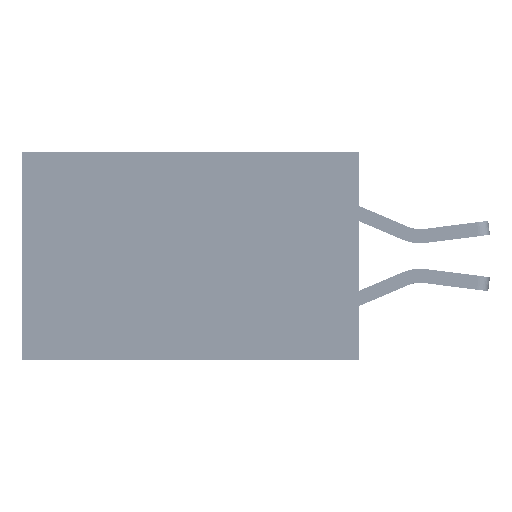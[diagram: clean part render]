
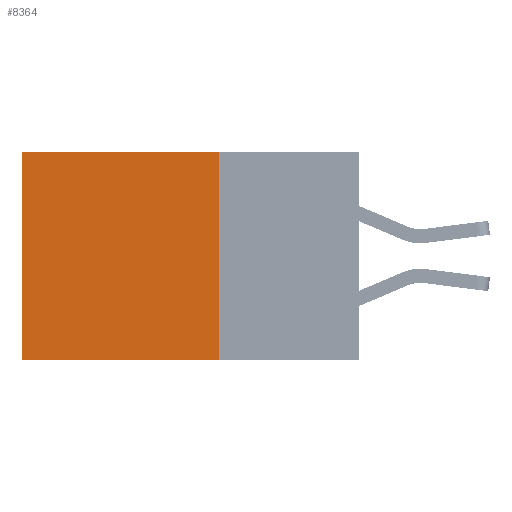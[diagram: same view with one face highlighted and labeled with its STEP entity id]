
A CAD part, left-side view. The second image highlights one B-rep face of the part: STEP entity #8364.
In plain terms, the highlighted planar face has unit normal (-1, 0, 0).
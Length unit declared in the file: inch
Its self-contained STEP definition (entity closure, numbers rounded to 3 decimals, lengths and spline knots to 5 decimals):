
#1469 = LINE ( 'NONE', #27150, #18605 ) ;
#6069 = EDGE_CURVE ( 'NONE', #32278, #35214, #6278, .T. ) ;
#6278 = LINE ( 'NONE', #42084, #32658 ) ;
#7649 = CARTESIAN_POINT ( 'NONE',  ( 0.2875, 0.25, 0. ) ) ;
#8364 = ADVANCED_FACE ( 'NONE', ( #45282 ), #29017, .F. ) ;
#8957 = EDGE_CURVE ( 'NONE', #47026, #21671, #49571, .T. ) ;
#12771 = AXIS2_PLACEMENT_3D ( 'NONE', #40799, #33451, #39883 ) ;
#16250 = VECTOR ( 'NONE', #35706, 39.37008 ) ;
#17054 = EDGE_LOOP ( 'NONE', ( #44588, #22009, #38870, #19150 ) ) ;
#18593 = DIRECTION ( 'NONE',  ( 0., 1., 0. ) ) ;
#18605 = VECTOR ( 'NONE', #43227, 39.37008 ) ;
#19150 = ORIENTED_EDGE ( 'NONE', *, *, #8957, .T. ) ;
#21287 = EDGE_CURVE ( 'NONE', #21671, #35214, #1469, .T. ) ;
#21671 = VERTEX_POINT ( 'NONE', #38439 ) ;
#22009 = ORIENTED_EDGE ( 'NONE', *, *, #6069, .F. ) ;
#23532 = CARTESIAN_POINT ( 'NONE',  ( 0.2875, 0.25, 0. ) ) ;
#26891 = VECTOR ( 'NONE', #30793, 39.37008 ) ;
#27150 = CARTESIAN_POINT ( 'NONE',  ( 0.2875, 0.6, 0. ) ) ;
#27657 = CARTESIAN_POINT ( 'NONE',  ( 0.2875, 0.25, 0. ) ) ;
#29017 = PLANE ( 'NONE',  #12771 ) ;
#30793 = DIRECTION ( 'NONE',  ( 0., 1., 0. ) ) ;
#32278 = VERTEX_POINT ( 'NONE', #38369 ) ;
#32658 = VECTOR ( 'NONE', #18593, 39.37008 ) ;
#33451 = DIRECTION ( 'NONE',  ( 1., 0., 0. ) ) ;
#35214 = VERTEX_POINT ( 'NONE', #35393 ) ;
#35393 = CARTESIAN_POINT ( 'NONE',  ( 0.2875, 0.6, -0.37 ) ) ;
#35706 = DIRECTION ( 'NONE',  ( 0., 0., -1. ) ) ;
#38369 = CARTESIAN_POINT ( 'NONE',  ( 0.2875, 0.25, -0.37 ) ) ;
#38439 = CARTESIAN_POINT ( 'NONE',  ( 0.2875, 0.6, 0. ) ) ;
#38870 = ORIENTED_EDGE ( 'NONE', *, *, #50535, .F. ) ;
#39883 = DIRECTION ( 'NONE',  ( 0., 0., -1. ) ) ;
#40799 = CARTESIAN_POINT ( 'NONE',  ( 0.2875, 0.25, 0. ) ) ;
#42047 = LINE ( 'NONE', #27657, #16250 ) ;
#42084 = CARTESIAN_POINT ( 'NONE',  ( 0.2875, 0.25, -0.37 ) ) ;
#43227 = DIRECTION ( 'NONE',  ( 0., 0., -1. ) ) ;
#44588 = ORIENTED_EDGE ( 'NONE', *, *, #21287, .T. ) ;
#45282 = FACE_OUTER_BOUND ( 'NONE', #17054, .T. ) ;
#47026 = VERTEX_POINT ( 'NONE', #23532 ) ;
#49571 = LINE ( 'NONE', #7649, #26891 ) ;
#50535 = EDGE_CURVE ( 'NONE', #47026, #32278, #42047, .T. ) ;
